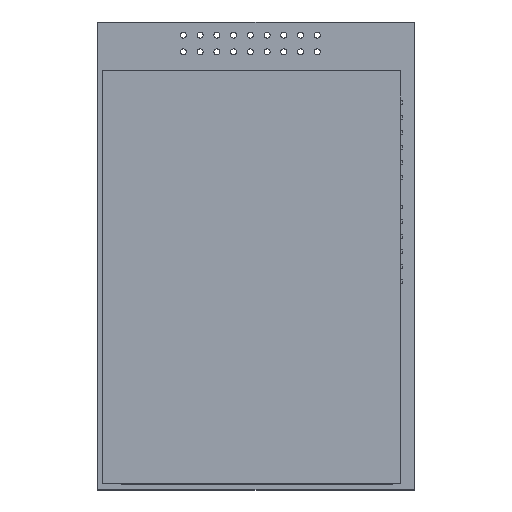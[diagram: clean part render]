
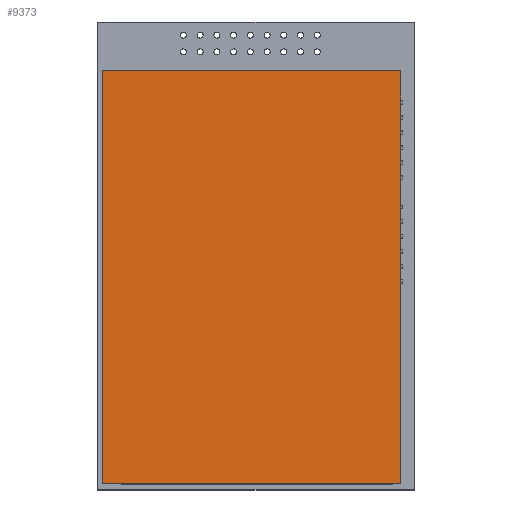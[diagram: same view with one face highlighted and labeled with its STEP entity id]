
A CAD part, top view. The second image highlights one B-rep face of the part: STEP entity #9373.
In plain terms, the highlighted planar face has unit normal (0, 0, 1).
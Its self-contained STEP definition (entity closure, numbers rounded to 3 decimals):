
#293=FACE_OUTER_BOUND('',#870,.T.);
#870=EDGE_LOOP('',(#6335,#6336,#6337,#6338));
#1439=LINE('',#13004,#2723);
#1443=LINE('',#13012,#2727);
#1446=LINE('',#13018,#2730);
#1449=LINE('',#13023,#2733);
#2723=VECTOR('',#10615,10.);
#2727=VECTOR('',#10621,10.);
#2730=VECTOR('',#10626,10.);
#2733=VECTOR('',#10631,10.);
#4035=VERTEX_POINT('',#13002);
#4036=VERTEX_POINT('',#13003);
#4039=VERTEX_POINT('',#13011);
#4041=VERTEX_POINT('',#13017);
#4935=EDGE_CURVE('',#4035,#4036,#1439,.T.);
#4939=EDGE_CURVE('',#4039,#4035,#1443,.T.);
#4942=EDGE_CURVE('',#4041,#4039,#1446,.T.);
#4945=EDGE_CURVE('',#4036,#4041,#1449,.T.);
#6335=ORIENTED_EDGE('',*,*,#4945,.F.);
#6336=ORIENTED_EDGE('',*,*,#4935,.F.);
#6337=ORIENTED_EDGE('',*,*,#4939,.F.);
#6338=ORIENTED_EDGE('',*,*,#4942,.F.);
#8851=PLANE('',#9969);
#9373=ADVANCED_FACE('',(#293),#8851,.T.);
#9969=AXIS2_PLACEMENT_3D('',#13026,#10635,#10636);
#10615=DIRECTION('',(0.,-1.,0.));
#10621=DIRECTION('',(1.,0.,0.));
#10626=DIRECTION('',(0.,1.,0.));
#10631=DIRECTION('',(-1.,0.,0.));
#10635=DIRECTION('center_axis',(0.,0.,1.));
#10636=DIRECTION('ref_axis',(1.,0.,0.));
#13002=CARTESIAN_POINT('',(24.25,30.95,8.5));
#13003=CARTESIAN_POINT('',(24.25,-38.15,8.5));
#13004=CARTESIAN_POINT('',(24.25,30.95,8.5));
#13011=CARTESIAN_POINT('',(-25.65,30.95,8.5));
#13012=CARTESIAN_POINT('',(-25.65,30.95,8.5));
#13017=CARTESIAN_POINT('',(-25.65,-38.15,8.5));
#13018=CARTESIAN_POINT('',(-25.65,-38.15,8.5));
#13023=CARTESIAN_POINT('',(24.25,-38.15,8.5));
#13026=CARTESIAN_POINT('Origin',(-0.7,-3.6,8.5));
